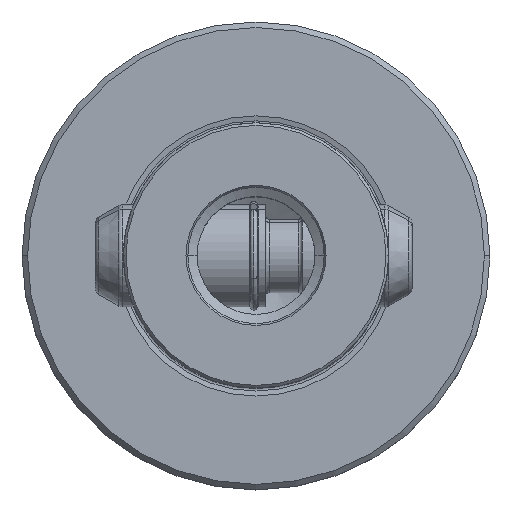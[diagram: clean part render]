
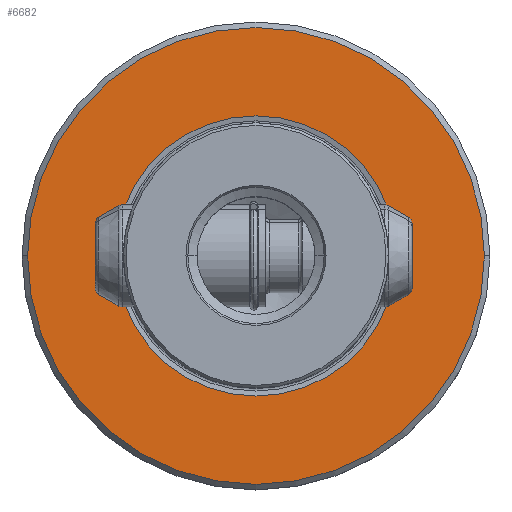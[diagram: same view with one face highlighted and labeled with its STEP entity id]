
A CAD part, top view. The second image highlights one B-rep face of the part: STEP entity #6682.
In plain terms, the highlighted planar face has unit normal (0, 0, 1).
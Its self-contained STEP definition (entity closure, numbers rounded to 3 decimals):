
#2974=VERTEX_POINT('NONE',#7505);
#3382=EDGE_CURVE('NONE',#2974,#5872,#7950,.F.);
#4412=VERTEX_POINT('NONE',#9081);
#4646=EDGE_CURVE('NONE',#4412,#6312,#9337,.T.);
#4672=EDGE_CURVE('NONE',#5872,#2974,#9365,.T.);
#5872=VERTEX_POINT('NONE',#10710);
#6312=VERTEX_POINT('NONE',#11191);
#6682=ADVANCED_FACE('NONE',(#11596,#11597),#11598,.T.);
#6696=EDGE_CURVE('NONE',#6312,#4412,#11615,.T.);
#7505=CARTESIAN_POINT('',(-19.012,0.,0.0));
#7950=CIRCLE('',#36464,19.012);
#9081=CARTESIAN_POINT('',(-31.0,0.,0.0));
#9337=CIRCLE('',#49018,31.0);
#9365=CIRCLE('',#49297,19.012);
#10710=CARTESIAN_POINT('',(19.012,0.,0.0));
#11191=CARTESIAN_POINT('',(31.0,0.,0.0));
#11596=FACE_OUTER_BOUND('',#67859,.T.);
#11597=FACE_BOUND('',#67860,.T.);
#11598=PLANE('',#67861);
#11615=CIRCLE('',#67898,31.0);
#36464=AXIS2_PLACEMENT_3D('',#69354,#69355,#69356);
#49018=AXIS2_PLACEMENT_3D('',#70918,#70919,#70920);
#49297=AXIS2_PLACEMENT_3D('',#70941,#70942,#70943);
#67859=EDGE_LOOP('',(#73638,#73639));
#67860=EDGE_LOOP('',(#73640,#73641));
#67861=AXIS2_PLACEMENT_3D('',#73642,#73643,#73644);
#67898=AXIS2_PLACEMENT_3D('',#73665,#73666,#73667);
#69354=CARTESIAN_POINT('',(0.0,0.0,0.0));
#69355=DIRECTION('',(0.0,0.0,-1.0));
#69356=DIRECTION('',(1.0,0.,0.0));
#70918=CARTESIAN_POINT('',(0.0,0.0,0.0));
#70919=DIRECTION('',(0.0,0.0,-1.0));
#70920=DIRECTION('',(-1.0,0.,0.0));
#70941=CARTESIAN_POINT('',(0.0,0.0,0.0));
#70942=DIRECTION('',(-0.0,0.0,1.0));
#70943=DIRECTION('',(1.0,0.,0.0));
#73638=ORIENTED_EDGE('',*,*,#4646,.F.);
#73639=ORIENTED_EDGE('',*,*,#6696,.F.);
#73640=ORIENTED_EDGE('',*,*,#4672,.F.);
#73641=ORIENTED_EDGE('',*,*,#3382,.F.);
#73642=CARTESIAN_POINT('',(-18.0,0.0,0.0));
#73643=DIRECTION('',(-0.0,0.0,1.0));
#73644=DIRECTION('',(0.0,1.0,0.0));
#73665=CARTESIAN_POINT('',(0.0,0.0,0.0));
#73666=DIRECTION('',(0.0,0.0,-1.0));
#73667=DIRECTION('',(-1.0,0.,0.0));
